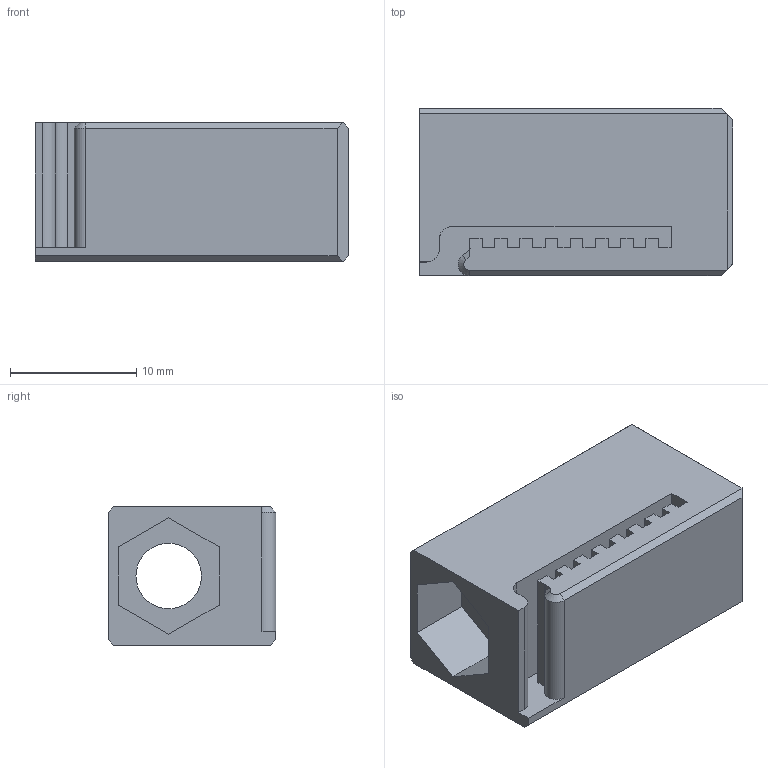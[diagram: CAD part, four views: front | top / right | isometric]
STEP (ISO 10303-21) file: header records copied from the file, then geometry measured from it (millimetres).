
FILE_DESCRIPTION(/* description */ (''),/* implementation_level */ '2;1');
FILE_NAME(/* name */ 'core_xy_belt_grabber.step',/* time_stamp */ '2022-06-27T14:14:40+01:00',/* author */ (''),/* organization */ (''),/* preprocessor_version */ 'ST-DEVELOPER v19',/* originating_system */ 'Autodesk Translation Framework v11.7.0.108',/* authorisation */ '');
FILE_SCHEMA (('AUTOMOTIVE_DESIGN { 1 0 10303 214 3 1 1 }'));
Length unit declared in the file: millimetre
Products named in the file (1): core_xy_belt_grabber
Bounding box: 24.9 x 13.3 x 11 mm (x, y, z)
Volume: 2615 mm3; surface area: 2370.3 mm2
Topology: 1 solids, 1 shells, 67 faces, 190 edges, 126 vertices
Faces by surface type: plane 62, cylinder 4, cone 1
Full cylindrical faces by diameter (mm): 5.2 x1
Entity records: 2174 total; most frequent: CARTESIAN_POINT 384, ORIENTED_EDGE 380, DIRECTION 335, EDGE_CURVE 190, LINE 181, VECTOR 181, VERTEX_POINT 126, AXIS2_PLACEMENT_3D 77
